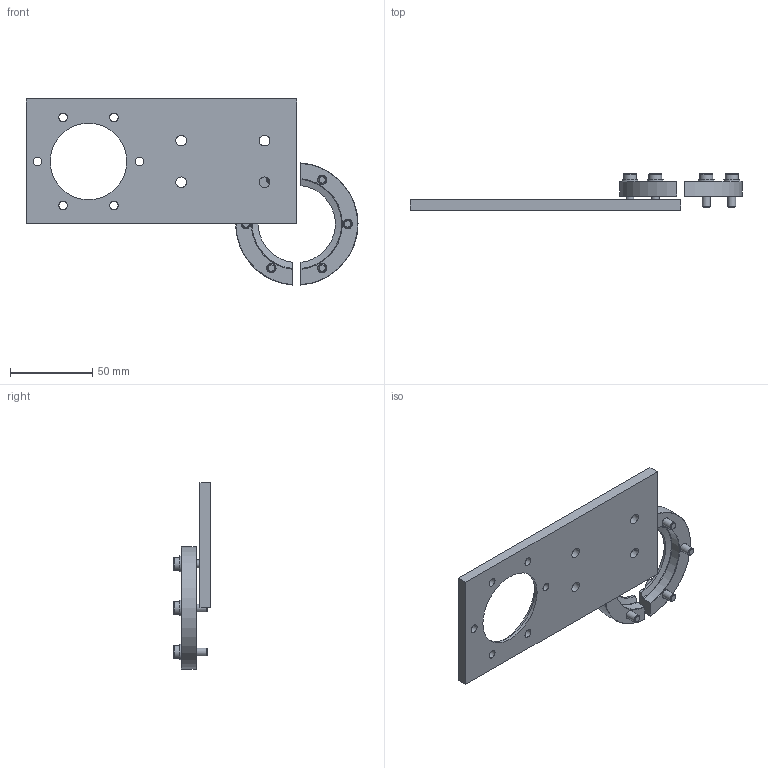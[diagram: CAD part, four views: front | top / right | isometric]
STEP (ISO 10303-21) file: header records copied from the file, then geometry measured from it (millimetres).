
FILE_DESCRIPTION(/* description */ (''),/* implementation_level */ '2;1');
FILE_NAME(/* name */ 'MEMS Mount v10.step',/* time_stamp */ '2017-06-01T10:51:17-07:00',/* author */ (''),/* organization */ (''),/* preprocessor_version */ 'ST-DEVELOPER v16.13',/* originating_system */ 'Autodesk Translation Framework v6.1.1.50',/* authorisation */ '');
FILE_SCHEMA (('AUTOMOTIVE_DESIGN { 1 0 10303 214 3 1 1 }'));
Length unit declared in the file: inch
Products named in the file (6): MEMS Mount v11; Bulkhead Clamp v1; QF40-150-BC; #2455; #2456; Component1
Assembly tree (15 placements, depth 3):
  MEMS Mount v11
    Bulkhead Clamp v1
      QF40-150-BC
      #2455  x6
      #2456  x6
    Component1
Bounding box: 202.4 x 22.41 x 113.42 mm (x, y, z)
Volume: 85218 mm3; surface area: 39606.2 mm2
Topology: 15 solids, 15 shells, 177 faces, 396 edges, 256 vertices
Faces by surface type: plane 81, cylinder 48, cone 36, torus 12
Full cylindrical faces by diameter (mm): 4.826 x6, 5.17 x6, 5.3 x6, 5.4 x6, 6.528 x4, 7.925 x6, 9.7 x6, 46.75 x1, 55.372 x1
Entity records: 2454 total; most frequent: DIRECTION 432, CARTESIAN_POINT 401, ORIENTED_EDGE 310, AXIS2_PLACEMENT_3D 184, EDGE_LOOP 158, EDGE_CURVE 155, VERTEX_POINT 123, FACE_OUTER_BOUND 82
